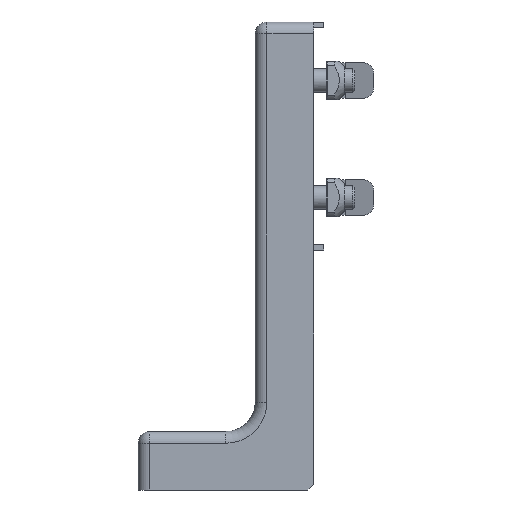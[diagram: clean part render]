
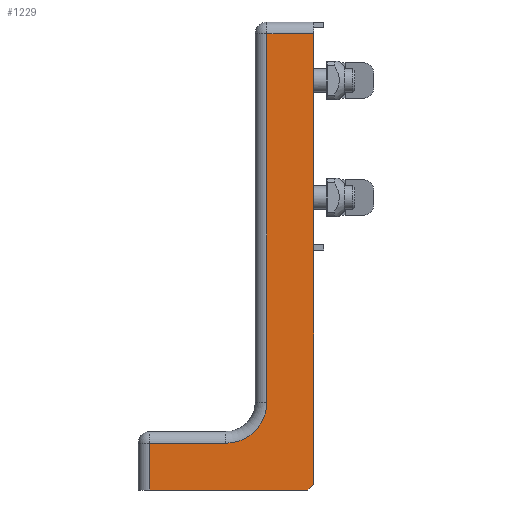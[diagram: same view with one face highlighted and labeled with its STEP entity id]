
A CAD part, left-side view. The second image highlights one B-rep face of the part: STEP entity #1229.
In plain terms, the highlighted face is planar.
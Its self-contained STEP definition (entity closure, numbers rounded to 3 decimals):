
#1229=ADVANCED_FACE('',(#1628),#1629,.F.);
#1628=FACE_OUTER_BOUND('',#2117,.T.);
#1629=PLANE('',#2118);
#2117=EDGE_LOOP('',(#3410,#3411,#3412,#3413,#3414,#3415,#3416,#3417));
#2118=AXIS2_PLACEMENT_3D('',#3418,#3419,#3420);
#3410=ORIENTED_EDGE('',*,*,#4413,.T.);
#3411=ORIENTED_EDGE('',*,*,#4318,.T.);
#3412=ORIENTED_EDGE('',*,*,#4485,.F.);
#3413=ORIENTED_EDGE('',*,*,#4436,.F.);
#3414=ORIENTED_EDGE('',*,*,#4576,.F.);
#3415=ORIENTED_EDGE('',*,*,#4577,.T.);
#3416=ORIENTED_EDGE('',*,*,#4407,.T.);
#3417=ORIENTED_EDGE('',*,*,#4410,.T.);
#3418=CARTESIAN_POINT('',(56.0,16.0,-19.0));
#3419=DIRECTION('',(0.0,0.0,1.0));
#3420=DIRECTION('',(1.0,0.0,0.0));
#4318=EDGE_CURVE('',#5042,#5039,#5043,.T.);
#4407=EDGE_CURVE('',#5202,#5205,#5207,.T.);
#4410=EDGE_CURVE('',#5205,#5209,#5211,.T.);
#4413=EDGE_CURVE('',#5209,#5042,#5215,.T.);
#4436=EDGE_CURVE('',#5255,#5257,#5258,.T.);
#4485=EDGE_CURVE('',#5257,#5039,#5341,.T.);
#4576=EDGE_CURVE('',#5490,#5255,#5491,.T.);
#4577=EDGE_CURVE('',#5490,#5202,#5492,.T.);
#5039=VERTEX_POINT('',#6321);
#5042=VERTEX_POINT('',#6324);
#5043=LINE('',#6325,#6326);
#5202=VERTEX_POINT('',#6543);
#5205=VERTEX_POINT('',#6547);
#5207=LINE('',#6549,#6550);
#5209=VERTEX_POINT('',#6552);
#5211=CIRCLE('',#6554,14.0);
#5215=LINE('',#6559,#6560);
#5255=VERTEX_POINT('',#6620);
#5257=VERTEX_POINT('',#6623);
#5258=LINE('',#6624,#6625);
#5341=LINE('',#6746,#6747);
#5490=VERTEX_POINT('',#6965);
#5491=LINE('',#6966,#6967);
#5492=LINE('',#6968,#6969);
#6321=CARTESIAN_POINT('',(56.0,0.0,-19.0));
#6324=CARTESIAN_POINT('',(56.0,16.0,-19.0));
#6325=CARTESIAN_POINT('',(56.0,16.0,-19.0));
#6326=VECTOR('',#7533,1.0);
#6543=CARTESIAN_POINT('',(16.0,156.0,-19.0));
#6547=CARTESIAN_POINT('',(16.0,30.0,-19.0));
#6549=CARTESIAN_POINT('',(16.0,16.0,-19.0));
#6550=VECTOR('',#7680,1.0);
#6552=CARTESIAN_POINT('',(30.0,16.0,-19.0));
#6554=AXIS2_PLACEMENT_3D('',#7687,#7688,#7689);
#6559=CARTESIAN_POINT('',(56.0,16.0,-19.0));
#6560=VECTOR('',#7694,1.0);
#6620=CARTESIAN_POINT('',(0.0,2.0,-19.0));
#6623=CARTESIAN_POINT('',(2.0,0.0,-19.0));
#6624=CARTESIAN_POINT('',(0.0,2.0,-19.0));
#6625=VECTOR('',#7719,1.0);
#6746=CARTESIAN_POINT('',(2.0,0.0,-19.0));
#6747=VECTOR('',#7788,1.0);
#6965=CARTESIAN_POINT('',(0.0,156.0,-19.0));
#6966=CARTESIAN_POINT('',(0.0,160.0,-19.0));
#6967=VECTOR('',#7921,1.0);
#6968=CARTESIAN_POINT('',(56.0,156.0,-19.0));
#6969=VECTOR('',#7922,1.0);
#7533=DIRECTION('',(0.0,-1.0,0.0));
#7680=DIRECTION('',(0.0,-1.0,0.0));
#7687=CARTESIAN_POINT('',(30.0,30.0,-19.0));
#7688=DIRECTION('',(0.0,0.0,1.0));
#7689=DIRECTION('',(1.0,0.0,0.0));
#7694=DIRECTION('',(1.0,0.0,0.0));
#7719=DIRECTION('',(0.707,-0.707,0.0));
#7788=DIRECTION('',(1.0,0.0,0.0));
#7921=DIRECTION('',(0.0,-1.0,0.0));
#7922=DIRECTION('',(1.0,0.0,0.0));
